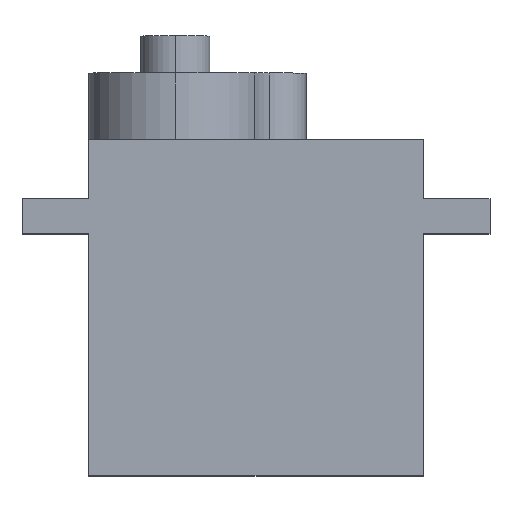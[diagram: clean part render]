
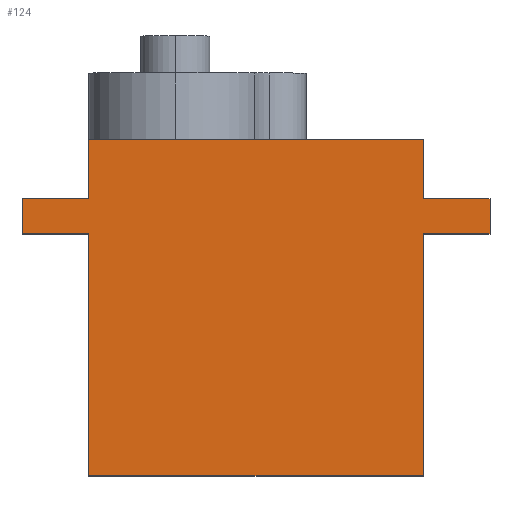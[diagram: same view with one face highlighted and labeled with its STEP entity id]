
A CAD part, top view. The second image highlights one B-rep face of the part: STEP entity #124.
In plain terms, the highlighted planar face has unit normal (0, 0, 1).
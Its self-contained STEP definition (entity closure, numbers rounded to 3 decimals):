
#11 = DIRECTION ( 'NONE',  ( -1., 0., 0. ) ) ;
#22 = ORIENTED_EDGE ( 'NONE', *, *, #483, .F. ) ;
#29 = CARTESIAN_POINT ( 'NONE',  ( -46.196, 0., 7.257 ) ) ;
#38 = ORIENTED_EDGE ( 'NONE', *, *, #1157, .T. ) ;
#39 = VERTEX_POINT ( 'NONE', #559 ) ;
#42 = CARTESIAN_POINT ( 'NONE',  ( -46.196, 22.7, 7.257 ) ) ;
#76 = DIRECTION ( 'NONE',  ( -1., 0., 0. ) ) ;
#85 = LINE ( 'NONE', #1151, #546 ) ;
#92 = PLANE ( 'NONE',  #139 ) ;
#100 = ORIENTED_EDGE ( 'NONE', *, *, #647, .T. ) ;
#112 = VERTEX_POINT ( 'NONE', #683 ) ;
#123 = DIRECTION ( 'NONE',  ( 0., -1., 0. ) ) ;
#124 = ADVANCED_FACE ( 'NONE', ( #592 ), #92, .F. ) ;
#132 = CARTESIAN_POINT ( 'NONE',  ( -23.596, 22.7, 7.257 ) ) ;
#137 = CARTESIAN_POINT ( 'NONE',  ( -46.196, 22.7, 7.257 ) ) ;
#139 = AXIS2_PLACEMENT_3D ( 'NONE', #294, #1275, #562 ) ;
#148 = LINE ( 'NONE', #29, #432 ) ;
#155 = CARTESIAN_POINT ( 'NONE',  ( -50.696, 18.7, 7.257 ) ) ;
#167 = ORIENTED_EDGE ( 'NONE', *, *, #783, .T. ) ;
#173 = VECTOR ( 'NONE', #919, 1000. ) ;
#197 = EDGE_CURVE ( 'NONE', #910, #726, #619, .T. ) ;
#232 = ORIENTED_EDGE ( 'NONE', *, *, #280, .F. ) ;
#273 = ORIENTED_EDGE ( 'NONE', *, *, #197, .F. ) ;
#277 = DIRECTION ( 'NONE',  ( 0., 1., 0. ) ) ;
#280 = EDGE_CURVE ( 'NONE', #39, #875, #1230, .T. ) ;
#289 = EDGE_CURVE ( 'NONE', #1215, #875, #148, .T. ) ;
#294 = CARTESIAN_POINT ( 'NONE',  ( -46.196, 22.7, 7.257 ) ) ;
#295 = CARTESIAN_POINT ( 'NONE',  ( -50.696, 16.33, 7.257 ) ) ;
#299 = EDGE_CURVE ( 'NONE', #421, #1260, #928, .T. ) ;
#321 = LINE ( 'NONE', #431, #1109 ) ;
#394 = VECTOR ( 'NONE', #76, 1000. ) ;
#421 = VERTEX_POINT ( 'NONE', #800 ) ;
#431 = CARTESIAN_POINT ( 'NONE',  ( -23.596, 22.7, 7.257 ) ) ;
#432 = VECTOR ( 'NONE', #711, 1000. ) ;
#443 = VECTOR ( 'NONE', #1098, 1000. ) ;
#460 = CARTESIAN_POINT ( 'NONE',  ( -46.196, 16.33, 7.257 ) ) ;
#466 = CARTESIAN_POINT ( 'NONE',  ( -19.096, 0., 7.257 ) ) ;
#483 = EDGE_CURVE ( 'NONE', #835, #39, #1228, .T. ) ;
#522 = EDGE_LOOP ( 'NONE', ( #650, #232, #22, #831, #167, #697, #989, #887, #1082, #273, #38, #100 ) ) ;
#542 = DIRECTION ( 'NONE',  ( 0., -1., 0. ) ) ;
#546 = VECTOR ( 'NONE', #542, 1000. ) ;
#556 = CARTESIAN_POINT ( 'NONE',  ( -19.096, 16.33, 7.257 ) ) ;
#559 = CARTESIAN_POINT ( 'NONE',  ( -23.596, 16.33, 7.257 ) ) ;
#562 = DIRECTION ( 'NONE',  ( -1., 0., 0. ) ) ;
#592 = FACE_OUTER_BOUND ( 'NONE', #522, .T. ) ;
#595 = VECTOR ( 'NONE', #777, 1000. ) ;
#619 = LINE ( 'NONE', #776, #1142 ) ;
#620 = EDGE_CURVE ( 'NONE', #1260, #973, #321, .T. ) ;
#647 = EDGE_CURVE ( 'NONE', #895, #1215, #85, .T. ) ;
#650 = ORIENTED_EDGE ( 'NONE', *, *, #289, .T. ) ;
#664 = CARTESIAN_POINT ( 'NONE',  ( -50.696, 18.7, 7.257 ) ) ;
#683 = CARTESIAN_POINT ( 'NONE',  ( -46.196, 18.7, 7.257 ) ) ;
#692 = EDGE_CURVE ( 'NONE', #421, #112, #791, .T. ) ;
#697 = ORIENTED_EDGE ( 'NONE', *, *, #620, .F. ) ;
#703 = LINE ( 'NONE', #466, #595 ) ;
#711 = DIRECTION ( 'NONE',  ( 1., 0., 0. ) ) ;
#726 = VERTEX_POINT ( 'NONE', #155 ) ;
#735 = VECTOR ( 'NONE', #1276, 1000. ) ;
#767 = CARTESIAN_POINT ( 'NONE',  ( -23.596, 18.7, 7.257 ) ) ;
#776 = CARTESIAN_POINT ( 'NONE',  ( -50.696, 0., 7.257 ) ) ;
#777 = DIRECTION ( 'NONE',  ( 0., -1., 0. ) ) ;
#783 = EDGE_CURVE ( 'NONE', #1163, #973, #1027, .T. ) ;
#784 = CARTESIAN_POINT ( 'NONE',  ( -23.596, 22.7, 7.257 ) ) ;
#791 = LINE ( 'NONE', #42, #807 ) ;
#800 = CARTESIAN_POINT ( 'NONE',  ( -46.196, 22.7, 7.257 ) ) ;
#807 = VECTOR ( 'NONE', #1244, 1000. ) ;
#831 = ORIENTED_EDGE ( 'NONE', *, *, #1072, .F. ) ;
#835 = VERTEX_POINT ( 'NONE', #556 ) ;
#860 = CARTESIAN_POINT ( 'NONE',  ( -23.596, 0., 7.257 ) ) ;
#875 = VERTEX_POINT ( 'NONE', #860 ) ;
#887 = ORIENTED_EDGE ( 'NONE', *, *, #692, .T. ) ;
#895 = VERTEX_POINT ( 'NONE', #460 ) ;
#910 = VERTEX_POINT ( 'NONE', #1099 ) ;
#919 = DIRECTION ( 'NONE',  ( 1., 0., 0. ) ) ;
#928 = LINE ( 'NONE', #137, #173 ) ;
#955 = VECTOR ( 'NONE', #11, 1000. ) ;
#959 = VECTOR ( 'NONE', #123, 1000. ) ;
#973 = VERTEX_POINT ( 'NONE', #767 ) ;
#977 = CARTESIAN_POINT ( 'NONE',  ( -19.096, 18.7, 7.257 ) ) ;
#989 = ORIENTED_EDGE ( 'NONE', *, *, #299, .F. ) ;
#1027 = LINE ( 'NONE', #1175, #394 ) ;
#1072 = EDGE_CURVE ( 'NONE', #1163, #835, #703, .T. ) ;
#1082 = ORIENTED_EDGE ( 'NONE', *, *, #1125, .F. ) ;
#1098 = DIRECTION ( 'NONE',  ( 1., 0., 0. ) ) ;
#1099 = CARTESIAN_POINT ( 'NONE',  ( -50.696, 16.33, 7.257 ) ) ;
#1109 = VECTOR ( 'NONE', #1141, 1000. ) ;
#1112 = CARTESIAN_POINT ( 'NONE',  ( -19.096, 16.33, 7.257 ) ) ;
#1125 = EDGE_CURVE ( 'NONE', #726, #112, #1146, .T. ) ;
#1141 = DIRECTION ( 'NONE',  ( 0., -1., 0. ) ) ;
#1142 = VECTOR ( 'NONE', #277, 1000. ) ;
#1146 = LINE ( 'NONE', #664, #443 ) ;
#1151 = CARTESIAN_POINT ( 'NONE',  ( -46.196, 22.7, 7.257 ) ) ;
#1157 = EDGE_CURVE ( 'NONE', #910, #895, #1236, .T. ) ;
#1163 = VERTEX_POINT ( 'NONE', #977 ) ;
#1175 = CARTESIAN_POINT ( 'NONE',  ( -19.096, 18.7, 7.257 ) ) ;
#1215 = VERTEX_POINT ( 'NONE', #1287 ) ;
#1228 = LINE ( 'NONE', #1112, #955 ) ;
#1230 = LINE ( 'NONE', #132, #959 ) ;
#1236 = LINE ( 'NONE', #295, #735 ) ;
#1244 = DIRECTION ( 'NONE',  ( 0., -1., 0. ) ) ;
#1260 = VERTEX_POINT ( 'NONE', #784 ) ;
#1275 = DIRECTION ( 'NONE',  ( 0., 0., -1. ) ) ;
#1276 = DIRECTION ( 'NONE',  ( 1., 0., 0. ) ) ;
#1287 = CARTESIAN_POINT ( 'NONE',  ( -46.196, 0., 7.257 ) ) ;
